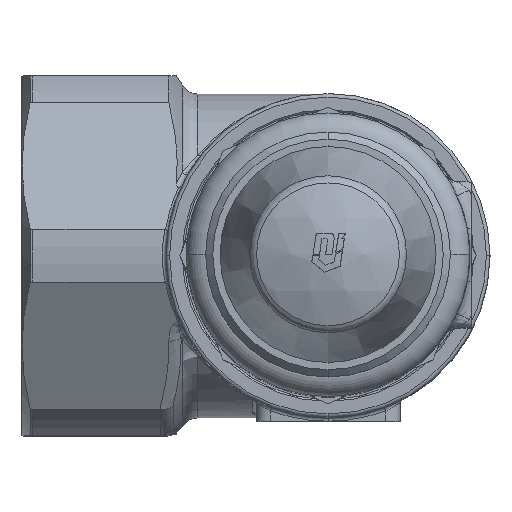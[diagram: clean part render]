
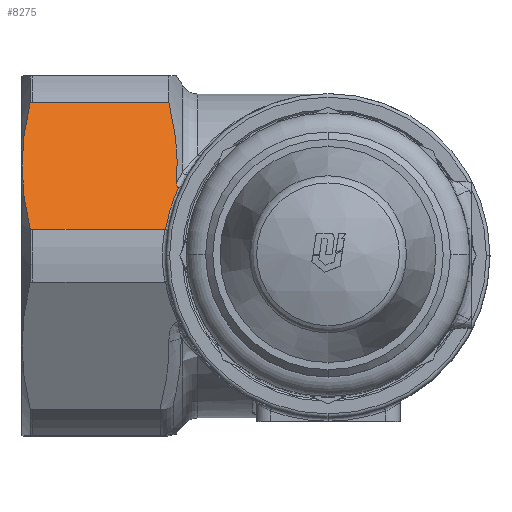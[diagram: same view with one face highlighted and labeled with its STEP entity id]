
A CAD part, top view. The second image highlights one B-rep face of the part: STEP entity #8275.
In plain terms, the highlighted planar face has unit normal (0, 0.5, 0.866).
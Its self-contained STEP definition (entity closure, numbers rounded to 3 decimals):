
#5095=CARTESIAN_POINT('',(-22.695,3.668,26.75));
#5096=VERTEX_POINT('',#5095);
#5149=CARTESIAN_POINT('',(-22.577,3.634,26.77));
#5150=VERTEX_POINT('',#5149);
#5161=CARTESIAN_POINT('',(-22.577,3.634,26.77));
#5162=CARTESIAN_POINT('',(-22.611,3.655,26.757));
#5163=CARTESIAN_POINT('',(-22.652,3.668,26.75));
#5164=CARTESIAN_POINT('',(-22.695,3.668,26.75));
#5165=B_SPLINE_CURVE_WITH_KNOTS('',3,(#5161,#5162,#5163,#5164),.UNSPECIFIED.,.F.,.F.,(4,4),(0.002,0.002),.UNSPECIFIED.);
#5166=EDGE_CURVE('NONE',#5150,#5096,#5165,.T.);
#6288=CARTESIAN_POINT('',(-41.372,3.776,26.687));
#6289=VERTEX_POINT('',#6288);
#6306=CARTESIAN_POINT('',(-41.,3.668,26.75));
#6307=VERTEX_POINT('',#6306);
#6315=CARTESIAN_POINT('',(-41.,3.668,26.75));
#6316=CARTESIAN_POINT('',(-41.132,3.668,26.75));
#6317=CARTESIAN_POINT('',(-41.263,3.712,26.725));
#6318=CARTESIAN_POINT('',(-41.372,3.776,26.687));
#6319=B_SPLINE_CURVE_WITH_KNOTS('',3,(#6315,#6316,#6317,#6318),.UNSPECIFIED.,.F.,.F.,(4,4),(0.001,0.001),.UNSPECIFIED.);
#6320=EDGE_CURVE('NONE',#6307,#6289,#6319,.T.);
#6330=CARTESIAN_POINT('',(-41.372,21.224,16.614));
#6331=VERTEX_POINT('',#6330);
#6341=CARTESIAN_POINT('',(-41.,21.332,16.552));
#6342=VERTEX_POINT('',#6341);
#6343=CARTESIAN_POINT('',(-41.372,21.224,16.614));
#6344=CARTESIAN_POINT('',(-41.263,21.289,16.576));
#6345=CARTESIAN_POINT('',(-41.132,21.332,16.552));
#6346=CARTESIAN_POINT('',(-41.,21.332,16.552));
#6347=B_SPLINE_CURVE_WITH_KNOTS('',3,(#6343,#6344,#6345,#6346),.UNSPECIFIED.,.F.,.F.,(4,4),(0.022,0.022),.UNSPECIFIED.);
#6348=EDGE_CURVE('NONE',#6331,#6342,#6347,.T.);
#6498=CARTESIAN_POINT('',(-22.695,3.668,26.75));
#6499=DIRECTION('',(-1.,0.,0.));
#6500=VECTOR('',#6499,18.305);
#6501=LINE('',#6498,#6500);
#6502=EDGE_CURVE('NONE',#5096,#6307,#6501,.T.);
#6514=CARTESIAN_POINT('',(-22.098,21.332,16.552));
#6515=VERTEX_POINT('',#6514);
#6516=CARTESIAN_POINT('',(-41.,21.332,16.552));
#6517=DIRECTION('',(1.,-0.,-0.));
#6518=VECTOR('',#6517,18.902);
#6519=LINE('',#6516,#6518);
#6520=EDGE_CURVE('NONE',#6342,#6515,#6519,.T.);
#6624=CARTESIAN_POINT('',(-42.5,12.5,21.651));
#6625=VERTEX_POINT('',#6624);
#6684=CARTESIAN_POINT('',(-21.029,10.136,23.015));
#6685=VERTEX_POINT('',#6684);
#6686=CARTESIAN_POINT('',(-22.098,21.332,16.552));
#6687=CARTESIAN_POINT('',(-21.632,19.482,17.62));
#6688=CARTESIAN_POINT('',(-21.291,17.625,18.692));
#6689=CARTESIAN_POINT('',(-20.921,13.894,20.846));
#6690=CARTESIAN_POINT('',(-20.893,12.02,21.928));
#6691=CARTESIAN_POINT('',(-21.029,10.136,23.015));
#6692=B_SPLINE_CURVE_WITH_KNOTS('',3,(#6686,#6687,#6688,#6689,#6690,#6691),.UNSPECIFIED.,.F.,.F.,(4,2,4),(0.,0.006,0.013),.UNSPECIFIED.);
#6693=EDGE_CURVE('NONE',#6515,#6685,#6692,.T.);
#8220=CARTESIAN_POINT('',(22.5,25.,14.434));
#8221=DIRECTION('',(0.,0.5,0.866));
#8222=DIRECTION('',(0.,-0.866,0.5));
#8223=AXIS2_PLACEMENT_3D('',#8220,#8221,#8222);
#8224=PLANE('',#8223);
#8225=ORIENTED_EDGE('',*,*,#5166,.F.);
#8226=CARTESIAN_POINT('',(-20.734,9.522,23.37));
#8227=VERTEX_POINT('',#8226);
#8228=CARTESIAN_POINT('',(-22.577,3.634,26.77));
#8229=CARTESIAN_POINT('',(-22.23,5.673,25.592));
#8230=CARTESIAN_POINT('',(-21.612,7.648,24.452));
#8231=CARTESIAN_POINT('',(-20.734,9.522,23.37));
#8232=(BOUNDED_CURVE()
B_SPLINE_CURVE(3,(#8228,#8229,#8230,#8231),.UNSPECIFIED.,.F.,.F.)
B_SPLINE_CURVE_WITH_KNOTS((4,4),(1.739,2.009),.UNSPECIFIED.)
CURVE()
GEOMETRIC_REPRESENTATION_ITEM()
RATIONAL_B_SPLINE_CURVE((1.,0.994,0.994,1.))
REPRESENTATION_ITEM(''));
#8233=EDGE_CURVE('NONE',#5150,#8227,#8232,.T.);
#8234=ORIENTED_EDGE('',*,*,#8233,.T.);
#8235=CARTESIAN_POINT('',(-20.734,9.522,23.37));
#8236=CARTESIAN_POINT('',(-20.77,9.519,23.372));
#8237=CARTESIAN_POINT('',(-20.806,9.525,23.368));
#8238=CARTESIAN_POINT('',(-20.871,9.553,23.352));
#8239=CARTESIAN_POINT('',(-20.897,9.575,23.339));
#8240=CARTESIAN_POINT('',(-20.962,9.649,23.297));
#8241=CARTESIAN_POINT('',(-20.986,9.709,23.262));
#8242=CARTESIAN_POINT('',(-21.036,9.89,23.158));
#8243=CARTESIAN_POINT('',(-21.038,10.013,23.086));
#8244=CARTESIAN_POINT('',(-21.029,10.136,23.015));
#8245=B_SPLINE_CURVE_WITH_KNOTS('',3,(#8235,#8236,#8237,#8238,#8239,#8240,#8241,#8242,#8243,#8244),.UNSPECIFIED.,.F.,.F.,(4,2,2,2,4),(0.001,0.001,0.001,0.001,0.002),.UNSPECIFIED.);
#8246=EDGE_CURVE('NONE',#8227,#6685,#8245,.T.);
#8247=ORIENTED_EDGE('',*,*,#8246,.T.);
#8248=ORIENTED_EDGE('',*,*,#6693,.F.);
#8249=ORIENTED_EDGE('',*,*,#6520,.F.);
#8250=ORIENTED_EDGE('',*,*,#6348,.F.);
#8251=CARTESIAN_POINT('',(-42.5,12.5,21.651));
#8252=CARTESIAN_POINT('',(-42.5,13.227,21.231));
#8253=CARTESIAN_POINT('',(-42.475,13.956,20.81));
#8254=CARTESIAN_POINT('',(-42.378,15.417,19.966));
#8255=CARTESIAN_POINT('',(-42.304,16.15,19.543));
#8256=CARTESIAN_POINT('',(-42.015,18.34,18.279));
#8257=CARTESIAN_POINT('',(-41.73,19.787,17.443));
#8258=CARTESIAN_POINT('',(-41.372,21.224,16.614));
#8259=B_SPLINE_CURVE_WITH_KNOTS('',3,(#8251,#8252,#8253,#8254,#8255,#8256,#8257,#8258),.UNSPECIFIED.,.F.,.F.,(4,2,2,4),(0.011,0.013,0.016,0.021),.UNSPECIFIED.);
#8260=EDGE_CURVE('NONE',#6625,#6331,#8259,.T.);
#8261=ORIENTED_EDGE('',*,*,#8260,.F.);
#8262=CARTESIAN_POINT('',(-41.372,3.776,26.687));
#8263=CARTESIAN_POINT('',(-41.732,5.22,25.854));
#8264=CARTESIAN_POINT('',(-42.016,6.668,25.018));
#8265=CARTESIAN_POINT('',(-42.4,9.575,23.339));
#8266=CARTESIAN_POINT('',(-42.5,11.035,22.497));
#8267=CARTESIAN_POINT('',(-42.5,12.5,21.651));
#8268=B_SPLINE_CURVE_WITH_KNOTS('',3,(#8262,#8263,#8264,#8265,#8266,#8267),.UNSPECIFIED.,.F.,.F.,(4,2,4),(0.,0.006,0.011),.UNSPECIFIED.);
#8269=EDGE_CURVE('NONE',#6289,#6625,#8268,.T.);
#8270=ORIENTED_EDGE('',*,*,#8269,.F.);
#8271=ORIENTED_EDGE('',*,*,#6320,.F.);
#8272=ORIENTED_EDGE('',*,*,#6502,.F.);
#8273=EDGE_LOOP('',(#8225,#8234,#8247,#8248,#8249,#8250,#8261,#8270,#8271,#8272));
#8274=FACE_BOUND('',#8273,.T.);
#8275=ADVANCED_FACE('NONE',(#8274),#8224,.T.);
